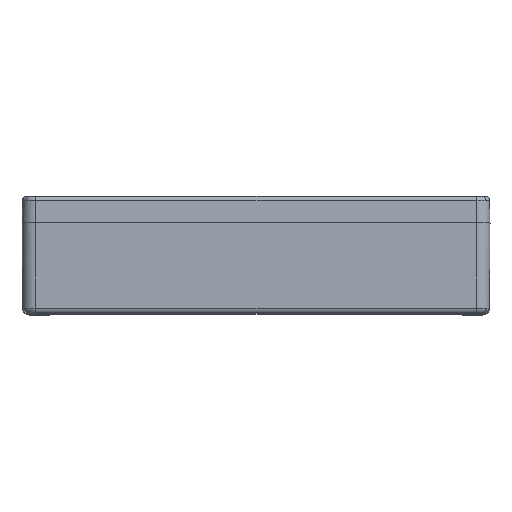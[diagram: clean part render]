
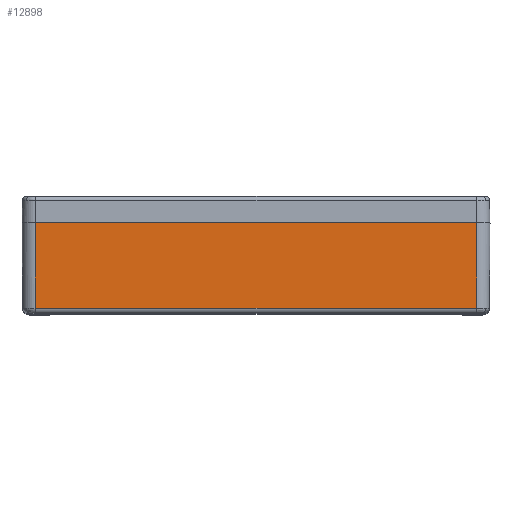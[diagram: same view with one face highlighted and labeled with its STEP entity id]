
A CAD part, top view. The second image highlights one B-rep face of the part: STEP entity #12898.
In plain terms, the highlighted planar face has unit normal (0, -0.007, 1).
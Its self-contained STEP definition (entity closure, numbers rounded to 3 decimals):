
#1257=LINE('',#31709,#1932);
#1295=LINE('',#32329,#1970);
#1296=LINE('',#32330,#1971);
#1297=LINE('',#32331,#1972);
#1932=VECTOR('',#16992,1000.);
#1970=VECTOR('',#17084,1000.);
#1971=VECTOR('',#17085,1000.);
#1972=VECTOR('',#17086,1000.);
#2279=PLANE('',#14192);
#3527=FACE_OUTER_BOUND('',#4475,.T.);
#4475=EDGE_LOOP('',(#10935,#10936,#10937,#10938));
#6204=VERTEX_POINT('',#30458);
#6381=VERTEX_POINT('',#31706);
#6382=VERTEX_POINT('',#31708);
#6421=VERTEX_POINT('',#32328);
#7965=EDGE_CURVE('',#6382,#6381,#1257,.T.);
#8029=EDGE_CURVE('',#6381,#6421,#1295,.T.);
#8030=EDGE_CURVE('',#6421,#6204,#1296,.T.);
#8031=EDGE_CURVE('',#6204,#6382,#1297,.T.);
#10935=ORIENTED_EDGE('',*,*,#8029,.T.);
#10936=ORIENTED_EDGE('',*,*,#8030,.T.);
#10937=ORIENTED_EDGE('',*,*,#8031,.T.);
#10938=ORIENTED_EDGE('',*,*,#7965,.T.);
#12898=ADVANCED_FACE('',(#3527),#2279,.T.);
#14192=AXIS2_PLACEMENT_3D('',#32327,#17082,#17083);
#16992=DIRECTION('',(-1.,0.,0.));
#17082=DIRECTION('center_axis',(0.,-0.007,1.));
#17083=DIRECTION('ref_axis',(0.,-1.,-0.007));
#17084=DIRECTION('',(0.007,-1.,-0.007));
#17085=DIRECTION('',(1.,0.,0.));
#17086=DIRECTION('',(0.007,1.,0.007));
#30458=CARTESIAN_POINT('',(169.518,-69.028,179.518));
#31706=CARTESIAN_POINT('',(-169.979,-3.,179.979));
#31708=CARTESIAN_POINT('',(169.979,-3.,179.979));
#31709=CARTESIAN_POINT('',(-180.,-3.,179.979));
#32327=CARTESIAN_POINT('Origin',(-180.,0.,180.));
#32328=CARTESIAN_POINT('',(-169.518,-69.028,179.518));
#32329=CARTESIAN_POINT('',(-170.001,0.07,180.));
#32330=CARTESIAN_POINT('',(169.491,-69.028,179.518));
#32331=CARTESIAN_POINT('',(169.983,-2.443,179.983));
